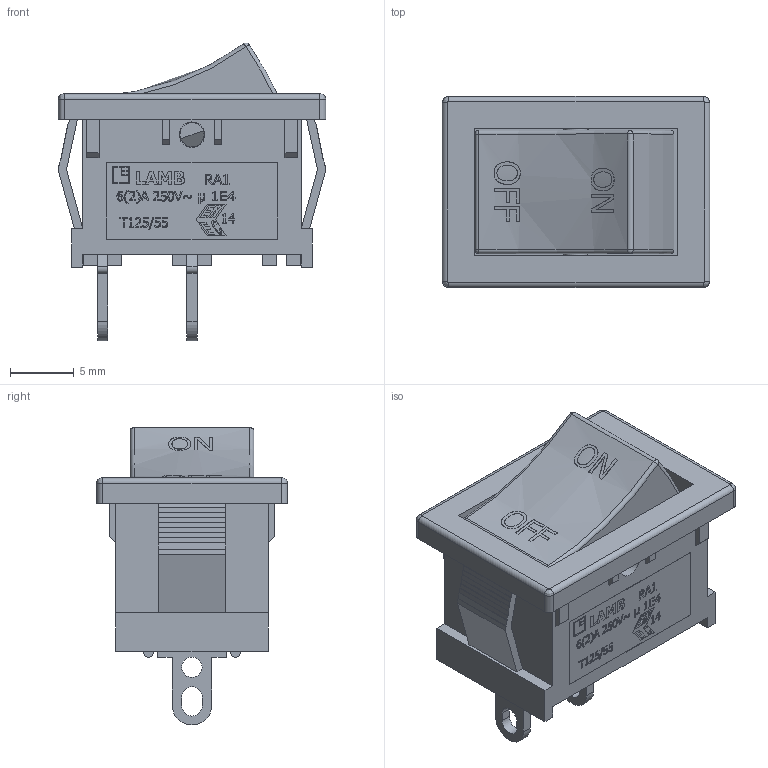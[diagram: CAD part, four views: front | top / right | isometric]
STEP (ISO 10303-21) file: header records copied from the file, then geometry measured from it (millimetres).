
FILE_DESCRIPTION(/* description */ (''),/* implementation_level */ '2;1');
FILE_NAME(/* name */ 'RA1213xxx3.stp',/* time_stamp */ '2026-01-22T08:37:15-06:00',/* author */ ('mroman'),/* organization */ (''),/* preprocessor_version */ 'ST-DEVELOPER v18.1',/* originating_system */ 'Autodesk Inventor 2022',/* authorisation */ '');
FILE_SCHEMA (('AUTOMOTIVE_DESIGN { 1 0 10303 214 3 1 1 }'));
Length unit declared in the file: millimetre
Products named in the file (1): RA1213xxx3
Bounding box: 21 x 15 x 23.4 mm (x, y, z)
Volume: 1476.3 mm3; surface area: 3344.5 mm2
Topology: 2 solids, 2 shells, 881 faces, 2408 edges, 1596 vertices
Faces by surface type: plane 596, bspline 235, cylinder 40, torus 6, sphere 4
Full cylindrical faces by diameter (mm): 1.6 x2, 2 x2
Entity records: 35906 total; most frequent: CARTESIAN_POINT 15069, ORIENTED_EDGE 4816, DIRECTION 3316, EDGE_CURVE 2408, LINE 1814, VECTOR 1814, VERTEX_POINT 1596, EDGE_LOOP 962
